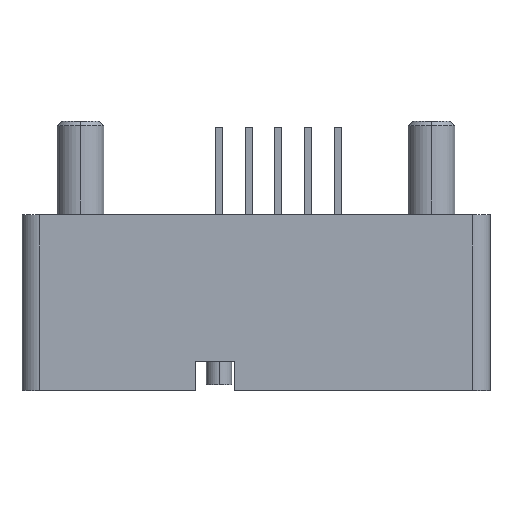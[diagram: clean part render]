
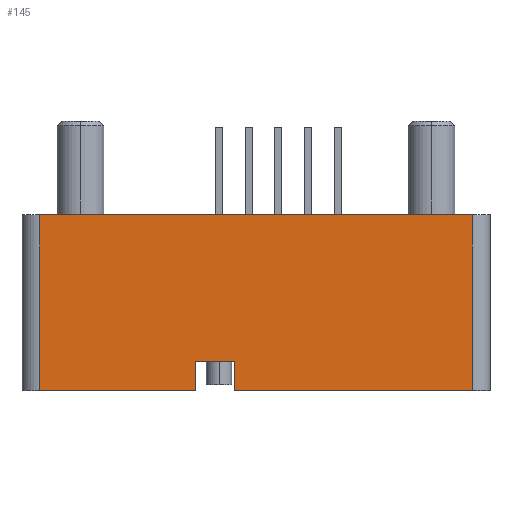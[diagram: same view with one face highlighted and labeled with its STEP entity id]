
A CAD part, top view. The second image highlights one B-rep face of the part: STEP entity #145.
In plain terms, the highlighted face is planar.
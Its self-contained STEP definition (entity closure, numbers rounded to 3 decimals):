
#6 = CARTESIAN_POINT ( 'NONE',  ( -18.5, 7.5, -5. ) ) ;
#73 = VECTOR ( 'NONE', #2227, 1000. ) ;
#107 = ORIENTED_EDGE ( 'NONE', *, *, #3380, .F. ) ;
#145 = ADVANCED_FACE ( 'NONE', ( #2938 ), #2190, .F. ) ;
#225 = VERTEX_POINT ( 'NONE', #3400 ) ;
#259 = VERTEX_POINT ( 'NONE', #3145 ) ;
#326 = CARTESIAN_POINT ( 'NONE',  ( -18.5, 7.5, -5. ) ) ;
#374 = LINE ( 'NONE', #6, #2273 ) ;
#537 = CARTESIAN_POINT ( 'NONE',  ( 18.5, -7.5, -5. ) ) ;
#544 = EDGE_CURVE ( 'NONE', #676, #1584, #1441, .T. ) ;
#572 = CARTESIAN_POINT ( 'NONE',  ( -1.86, 7.5, -5. ) ) ;
#584 = DIRECTION ( 'NONE',  ( -1., 0., 0. ) ) ;
#616 = EDGE_CURVE ( 'NONE', #999, #259, #2088, .T. ) ;
#644 = ORIENTED_EDGE ( 'NONE', *, *, #616, .F. ) ;
#663 = DIRECTION ( 'NONE',  ( -1., 0., 0. ) ) ;
#676 = VERTEX_POINT ( 'NONE', #2453 ) ;
#701 = LINE ( 'NONE', #326, #1016 ) ;
#708 = VECTOR ( 'NONE', #663, 1000. ) ;
#781 = VERTEX_POINT ( 'NONE', #537 ) ;
#830 = CARTESIAN_POINT ( 'NONE',  ( 18.5, 7.5, -5. ) ) ;
#870 = CARTESIAN_POINT ( 'NONE',  ( -18.5, -7.5, -5. ) ) ;
#983 = LINE ( 'NONE', #2063, #708 ) ;
#999 = VERTEX_POINT ( 'NONE', #3270 ) ;
#1016 = VECTOR ( 'NONE', #2597, 1000. ) ;
#1090 = DIRECTION ( 'NONE',  ( 1., 0., 0. ) ) ;
#1253 = EDGE_CURVE ( 'NONE', #2383, #781, #2970, .T. ) ;
#1325 = ORIENTED_EDGE ( 'NONE', *, *, #2808, .F. ) ;
#1377 = DIRECTION ( 'NONE',  ( 0., 0., 1. ) ) ;
#1441 = LINE ( 'NONE', #2404, #2005 ) ;
#1537 = DIRECTION ( 'NONE',  ( 0., 1., 0. ) ) ;
#1584 = VERTEX_POINT ( 'NONE', #572 ) ;
#1620 = EDGE_CURVE ( 'NONE', #259, #225, #374, .T. ) ;
#1626 = VECTOR ( 'NONE', #2595, 1000. ) ;
#1902 = EDGE_LOOP ( 'NONE', ( #2926, #644, #1325, #3286, #107, #2971, #2041, #2967 ) ) ;
#1917 = CARTESIAN_POINT ( 'NONE',  ( -18.5, 7.5, -5. ) ) ;
#2005 = VECTOR ( 'NONE', #3220, 1000. ) ;
#2041 = ORIENTED_EDGE ( 'NONE', *, *, #2339, .T. ) ;
#2063 = CARTESIAN_POINT ( 'NONE',  ( -18.5, -7.5, -5. ) ) ;
#2088 = LINE ( 'NONE', #2940, #3504 ) ;
#2190 = PLANE ( 'NONE',  #2813 ) ;
#2227 = DIRECTION ( 'NONE',  ( 0., -1., 0. ) ) ;
#2273 = VECTOR ( 'NONE', #584, 1000. ) ;
#2304 = VECTOR ( 'NONE', #3279, 1000. ) ;
#2339 = EDGE_CURVE ( 'NONE', #781, #2745, #983, .T. ) ;
#2383 = VERTEX_POINT ( 'NONE', #2885 ) ;
#2404 = CARTESIAN_POINT ( 'NONE',  ( -1.86, 5., -5. ) ) ;
#2421 = LINE ( 'NONE', #3242, #2304 ) ;
#2453 = CARTESIAN_POINT ( 'NONE',  ( -1.86, 5., -5. ) ) ;
#2571 = CARTESIAN_POINT ( 'NONE',  ( -1.86, 5., -5. ) ) ;
#2595 = DIRECTION ( 'NONE',  ( -1., 0., 0. ) ) ;
#2597 = DIRECTION ( 'NONE',  ( -1., 0., 0. ) ) ;
#2638 = LINE ( 'NONE', #2571, #1626 ) ;
#2745 = VERTEX_POINT ( 'NONE', #870 ) ;
#2808 = EDGE_CURVE ( 'NONE', #676, #999, #2638, .T. ) ;
#2813 = AXIS2_PLACEMENT_3D ( 'NONE', #1917, #1377, #1090 ) ;
#2885 = CARTESIAN_POINT ( 'NONE',  ( 18.5, 7.5, -5. ) ) ;
#2926 = ORIENTED_EDGE ( 'NONE', *, *, #1620, .F. ) ;
#2938 = FACE_OUTER_BOUND ( 'NONE', #1902, .T. ) ;
#2940 = CARTESIAN_POINT ( 'NONE',  ( -5.16, 5., -5. ) ) ;
#2948 = EDGE_CURVE ( 'NONE', #225, #2745, #2421, .T. ) ;
#2967 = ORIENTED_EDGE ( 'NONE', *, *, #2948, .F. ) ;
#2970 = LINE ( 'NONE', #830, #73 ) ;
#2971 = ORIENTED_EDGE ( 'NONE', *, *, #1253, .T. ) ;
#3145 = CARTESIAN_POINT ( 'NONE',  ( -5.16, 7.5, -5. ) ) ;
#3220 = DIRECTION ( 'NONE',  ( 0., 1., 0. ) ) ;
#3242 = CARTESIAN_POINT ( 'NONE',  ( -18.5, 7.5, -5. ) ) ;
#3270 = CARTESIAN_POINT ( 'NONE',  ( -5.16, 5., -5. ) ) ;
#3279 = DIRECTION ( 'NONE',  ( 0., -1., 0. ) ) ;
#3286 = ORIENTED_EDGE ( 'NONE', *, *, #544, .T. ) ;
#3380 = EDGE_CURVE ( 'NONE', #2383, #1584, #701, .T. ) ;
#3400 = CARTESIAN_POINT ( 'NONE',  ( -18.5, 7.5, -5. ) ) ;
#3504 = VECTOR ( 'NONE', #1537, 1000. ) ;
